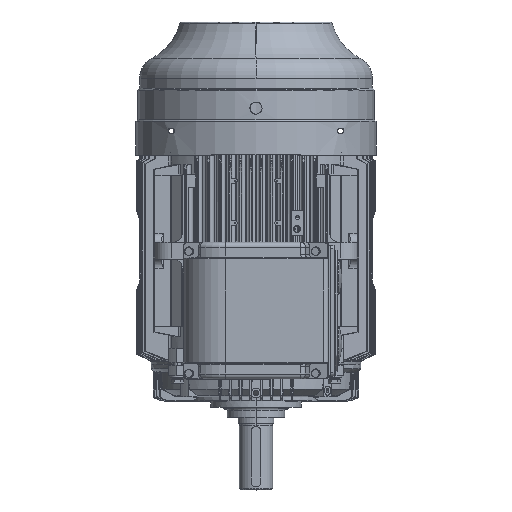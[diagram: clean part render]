
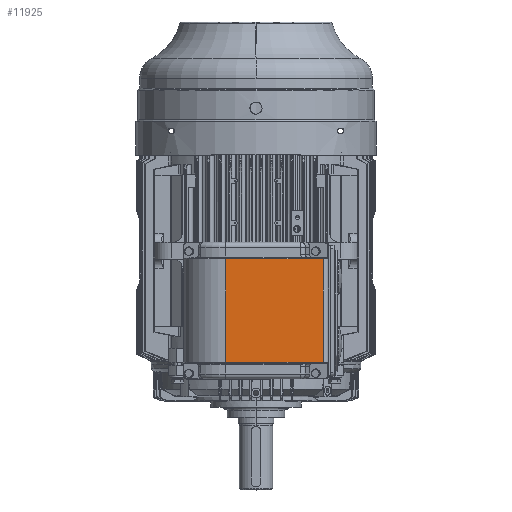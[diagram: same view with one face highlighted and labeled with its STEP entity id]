
A CAD part, top view. The second image highlights one B-rep face of the part: STEP entity #11925.
In plain terms, the highlighted planar face has unit normal (0, 0, 1).
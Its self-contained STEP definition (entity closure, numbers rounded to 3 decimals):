
#8449=DIRECTION('',(-1.,0.,0.));
#8450=VECTOR('',#8449,161.);
#8451=CARTESIAN_POINT('',(111.,2.5,339.));
#8452=LINE('',#8451,#8450);
#8461=DIRECTION('',(1.,0.,0.));
#8462=VECTOR('',#8461,161.);
#8463=CARTESIAN_POINT('',(-50.,173.5,339.));
#8464=LINE('',#8463,#8462);
#8643=DIRECTION('',(0.,-1.,0.));
#8644=VECTOR('',#8643,171.);
#8645=CARTESIAN_POINT('',(111.,173.5,339.));
#8646=LINE('',#8645,#8644);
#9609=DIRECTION('',(0.,1.,0.));
#9610=VECTOR('',#9609,171.);
#9611=CARTESIAN_POINT('',(-50.,2.5,339.));
#9612=LINE('',#9611,#9610);
#9641=CARTESIAN_POINT('',(111.,2.5,339.));
#9643=VERTEX_POINT('',#9641);
#9998=CARTESIAN_POINT('',(-50.,2.5,339.));
#9999=CARTESIAN_POINT('',(-50.,173.5,339.));
#10000=VERTEX_POINT('',#9998);
#10001=VERTEX_POINT('',#9999);
#10002=CARTESIAN_POINT('',(111.,173.5,339.));
#10003=VERTEX_POINT('',#10002);
#11911=CARTESIAN_POINT('',(-0.107,-25.,339.));
#11912=DIRECTION('',(0.,0.,-1.));
#11913=DIRECTION('',(0.,-1.,0.));
#11914=AXIS2_PLACEMENT_3D('',#11911,#11912,#11913);
#11915=PLANE('',#11914);
#11917=ORIENTED_EDGE('',*,*,#11916,.T.);
#11919=ORIENTED_EDGE('',*,*,#11918,.T.);
#11920=ORIENTED_EDGE('',*,*,#11901,.T.);
#11922=ORIENTED_EDGE('',*,*,#11921,.T.);
#11923=EDGE_LOOP('',(#11917,#11919,#11920,#11922));
#11924=FACE_OUTER_BOUND('',#11923,.F.);
#11901=EDGE_CURVE('',#9643,#10000,#8452,.T.);
#11916=EDGE_CURVE('',#10001,#10003,#8464,.T.);
#11918=EDGE_CURVE('',#10003,#9643,#8646,.T.);
#11921=EDGE_CURVE('',#10000,#10001,#9612,.T.);
#11925=ADVANCED_FACE('',(#11924),#11915,.F.);
